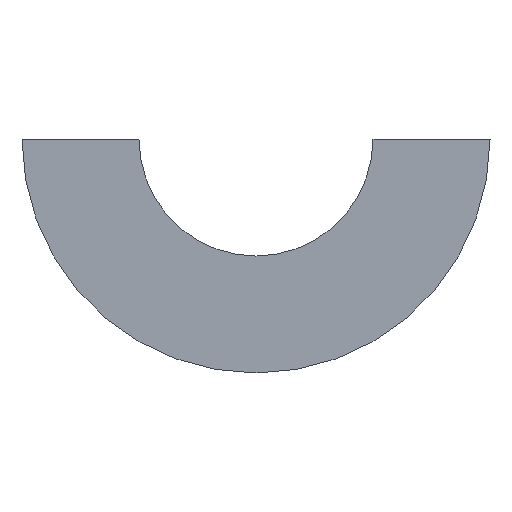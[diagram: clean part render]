
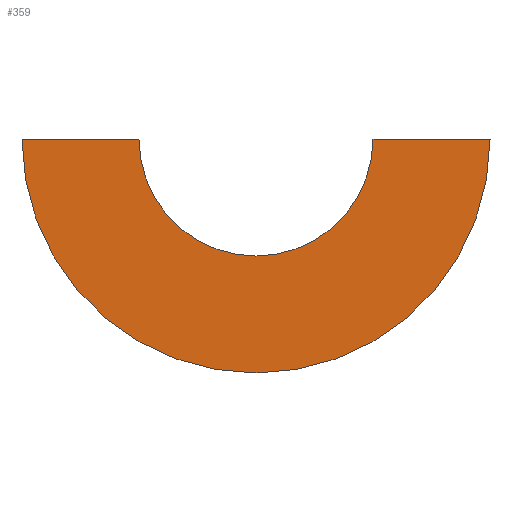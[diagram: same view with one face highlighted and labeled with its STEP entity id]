
A CAD part, left-side view. The second image highlights one B-rep face of the part: STEP entity #359.
In plain terms, the highlighted planar face has unit normal (-1, 0, 0).
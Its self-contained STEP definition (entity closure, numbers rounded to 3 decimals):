
#186=CARTESIAN_POINT('Vertex',(-25.,-12.5,0.)) ;
#191=CARTESIAN_POINT('Line Origine',(-25.,-18.75,0.)) ;
#195=CARTESIAN_POINT('Vertex',(-25.,-25.,0.)) ;
#321=CARTESIAN_POINT('Vertex',(-25.,12.5,0.)) ;
#324=CARTESIAN_POINT('Axis2P3D Location',(-25.,0.,0.)) ;
#336=CARTESIAN_POINT('Axis2P3D Location',(-25.,12.5,0.)) ;
#341=CARTESIAN_POINT('Line Origine',(-25.,18.75,0.)) ;
#345=CARTESIAN_POINT('Vertex',(-25.,25.,0.)) ;
#348=CARTESIAN_POINT('Axis2P3D Location',(-25.,0.,0.)) ;
#192=DIRECTION('Vector Direction',(0.,1.,0.)) ;
#325=DIRECTION('Axis2P3D Direction',(-1.,0.,-0.)) ;
#337=DIRECTION('Axis2P3D Direction',(-1.,0.,-0.)) ;
#338=DIRECTION('Axis2P3D XDirection',(-0.,1.,0.)) ;
#342=DIRECTION('Vector Direction',(0.,1.,0.)) ;
#349=DIRECTION('Axis2P3D Direction',(-1.,0.,-0.)) ;
#326=AXIS2_PLACEMENT_3D('Circle Axis2P3D',#324,#325,$) ;
#339=AXIS2_PLACEMENT_3D('Plane Axis2P3D',#336,#337,#338) ;
#350=AXIS2_PLACEMENT_3D('Circle Axis2P3D',#348,#349,$) ;
#354=ORIENTED_EDGE('',*,*,#197,.T.) ;
#355=ORIENTED_EDGE('',*,*,#328,.F.) ;
#356=ORIENTED_EDGE('',*,*,#347,.F.) ;
#357=ORIENTED_EDGE('',*,*,#352,.T.) ;
#193=VECTOR('Line Direction',#192,1.) ;
#343=VECTOR('Line Direction',#342,1.) ;
#359=ADVANCED_FACE('Bearing Bottom',(#358),#340,.T.) ;
#327=CIRCLE('generated circle',#326,12.5) ;
#351=CIRCLE('generated circle',#350,25.) ;
#197=EDGE_CURVE('',#196,#187,#194,.T.) ;
#328=EDGE_CURVE('',#322,#187,#327,.T.) ;
#347=EDGE_CURVE('',#346,#322,#344,.F.) ;
#352=EDGE_CURVE('',#346,#196,#351,.T.) ;
#353=EDGE_LOOP('',(#354,#355,#356,#357)) ;
#358=FACE_OUTER_BOUND('',#353,.T.) ;
#194=LINE('Line',#191,#193) ;
#344=LINE('Line',#341,#343) ;
#340=PLANE('',#339) ;
#187=VERTEX_POINT('',#186) ;
#196=VERTEX_POINT('',#195) ;
#322=VERTEX_POINT('',#321) ;
#346=VERTEX_POINT('',#345) ;
